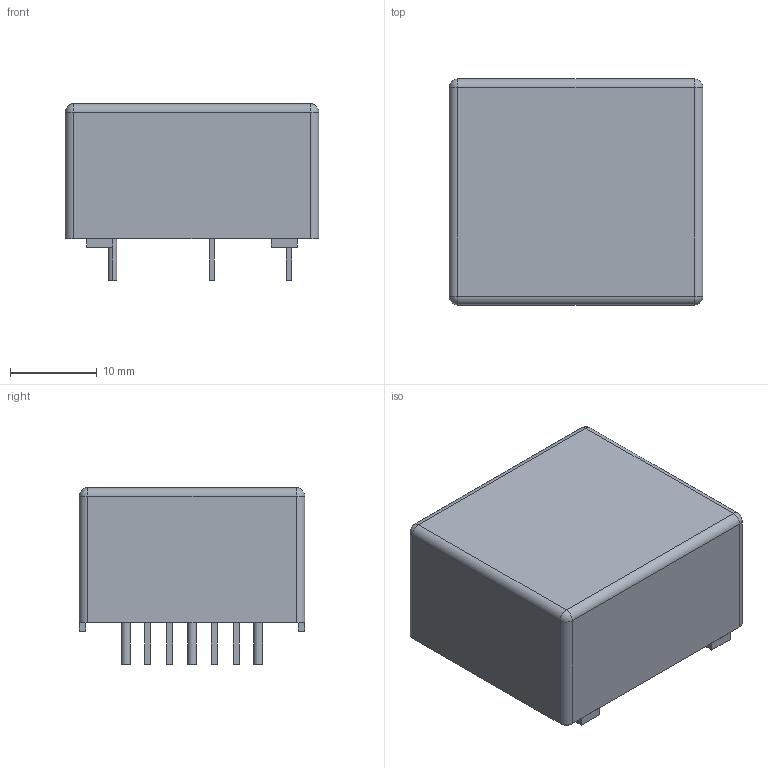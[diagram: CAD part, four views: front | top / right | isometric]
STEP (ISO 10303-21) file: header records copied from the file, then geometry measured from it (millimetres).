
FILE_DESCRIPTION((''),'2;1');
FILE_NAME('SENS_LEM_LA 25-NP.stp','2012-03-07T08:40:13',(''),(''),'Mechanical Desktop 2011','Mechanical Desktop 2011',', , ');
FILE_SCHEMA(('AUTOMOTIVE_DESIGN { 1 2 10303 214 1 1 1 1 }'));
Length unit declared in the file: millimetre
Products named in the file (1): Product
Bounding box: 29.2 x 26 x 20.3 mm (x, y, z)
Volume: 11639 mm3; surface area: 4803 mm2
Topology: 19 solids, 19 shells, 133 faces, 274 edges, 176 vertices
Faces by surface type: bspline 60, plane 47, cylinder 22, sphere 4
Entity records: 3473 total; most frequent: CARTESIAN_POINT 760, ORIENTED_EDGE 540, DIRECTION 462, EDGE_CURVE 270, VECTOR 226, LINE 226, VERTEX_POINT 176, EDGE_LOOP 134
